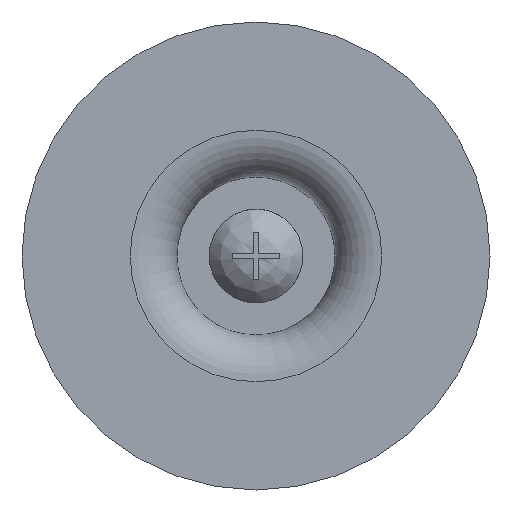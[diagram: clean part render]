
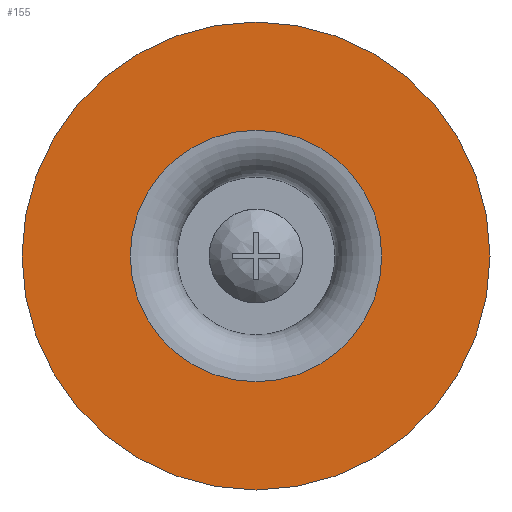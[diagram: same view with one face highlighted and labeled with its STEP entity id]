
A CAD part, front view. The second image highlights one B-rep face of the part: STEP entity #155.
In plain terms, the highlighted planar face has unit normal (0, -1, 0).
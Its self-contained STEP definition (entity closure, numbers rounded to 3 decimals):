
#155 = ADVANCED_FACE( '', ( #316, #317 ), #318, .F. );
#316 = FACE_BOUND( '', #471, .T. );
#317 = FACE_OUTER_BOUND( '', #472, .T. );
#318 = PLANE( '', #473 );
#471 = EDGE_LOOP( '', ( #851 ) );
#472 = EDGE_LOOP( '', ( #852 ) );
#473 = AXIS2_PLACEMENT_3D( '', #853, #854, #855 );
#851 = ORIENTED_EDGE( '', *, *, #903, .F. );
#852 = ORIENTED_EDGE( '', *, *, #922, .T. );
#853 = CARTESIAN_POINT( '', ( 20., 0., 0. ) );
#854 = DIRECTION( '', ( 0., 1., 0. ) );
#855 = DIRECTION( '', ( 0., 0., 1. ) );
#903 = EDGE_CURVE( '', #1063, #1063, #1064, .T. );
#922 = EDGE_CURVE( '', #1095, #1095, #1096, .T. );
#1063 = VERTEX_POINT( '', #1310 );
#1064 = CIRCLE( '', #1311, 10.75 );
#1095 = VERTEX_POINT( '', #1371 );
#1096 = CIRCLE( '', #1372, 20. );
#1310 = CARTESIAN_POINT( '', ( 0., 0., -10.75 ) );
#1311 = AXIS2_PLACEMENT_3D( '', #1610, #1611, #1612 );
#1371 = CARTESIAN_POINT( '', ( 0., 0., -20. ) );
#1372 = AXIS2_PLACEMENT_3D( '', #1629, #1630, #1631 );
#1610 = CARTESIAN_POINT( '', ( 0., 0., 0. ) );
#1611 = DIRECTION( '', ( 0., -1., 0. ) );
#1612 = DIRECTION( '', ( 0., 0., -1. ) );
#1629 = CARTESIAN_POINT( '', ( 0., 0., 0. ) );
#1630 = DIRECTION( '', ( 0., -1., 0. ) );
#1631 = DIRECTION( '', ( 0., 0., -1. ) );
